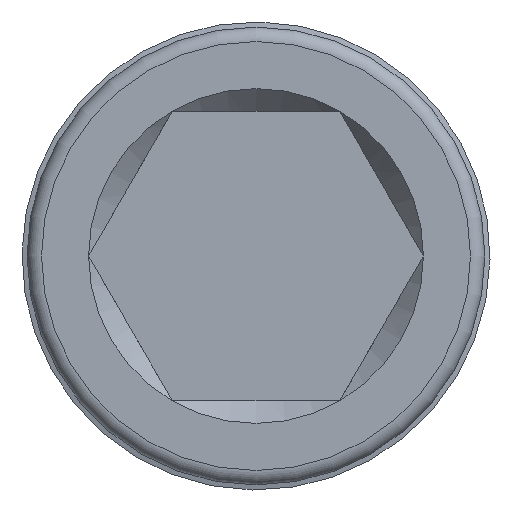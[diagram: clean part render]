
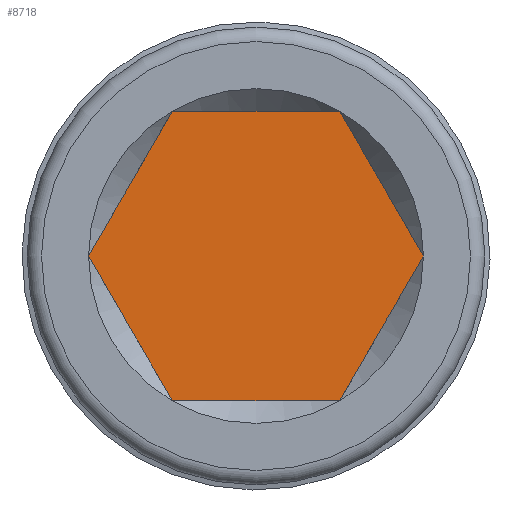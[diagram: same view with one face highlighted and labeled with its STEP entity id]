
A CAD part, left-side view. The second image highlights one B-rep face of the part: STEP entity #8718.
In plain terms, the highlighted planar face has unit normal (-1, 0, 0).
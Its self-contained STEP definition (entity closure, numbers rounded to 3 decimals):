
#1024=PLANE('',#9183);
#1954=FACE_OUTER_BOUND('',#2450,.T.);
#2450=EDGE_LOOP('',(#8208,#8209));
#3486=CIRCLE('',#8861,6.05);
#3487=CIRCLE('',#8862,6.05);
#3938=VERTEX_POINT('',#18016);
#3939=VERTEX_POINT('',#18017);
#4801=EDGE_CURVE('',#3938,#3939,#3486,.T.);
#4815=EDGE_CURVE('',#3939,#3938,#3487,.T.);
#8208=ORIENTED_EDGE('',*,*,#4801,.F.);
#8209=ORIENTED_EDGE('',*,*,#4815,.F.);
#8718=ADVANCED_FACE('',(#1954),#1024,.T.);
#8861=AXIS2_PLACEMENT_3D('',#18018,#9499,#9500);
#8862=AXIS2_PLACEMENT_3D('',#18068,#9502,#9503);
#9183=AXIS2_PLACEMENT_3D('',#64048,#10535,#10536);
#9499=DIRECTION('center_axis',(1.,0.,0.));
#9500=DIRECTION('ref_axis',(0.,-1.,0.));
#9502=DIRECTION('center_axis',(1.,0.,0.));
#9503=DIRECTION('ref_axis',(0.,-1.,0.));
#10535=DIRECTION('center_axis',(-1.,0.,0.));
#10536=DIRECTION('ref_axis',(0.,0.,1.));
#18016=CARTESIAN_POINT('',(8.,-6.05,0.));
#18017=CARTESIAN_POINT('',(8.,6.05,0.));
#18018=CARTESIAN_POINT('Origin',(8.,0.,0.));
#18068=CARTESIAN_POINT('Origin',(8.,0.,0.));
#64048=CARTESIAN_POINT('Origin',(8.,6.343,0.));
